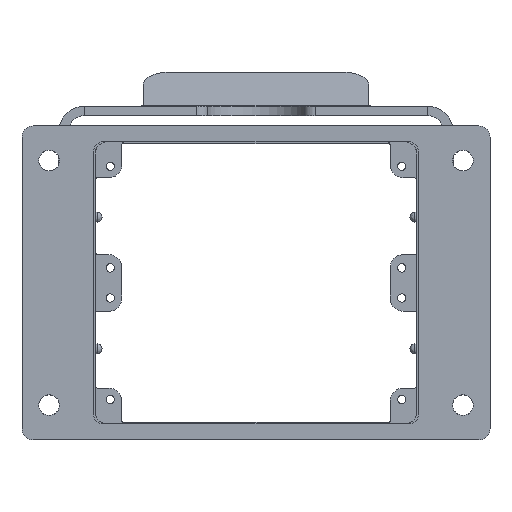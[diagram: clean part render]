
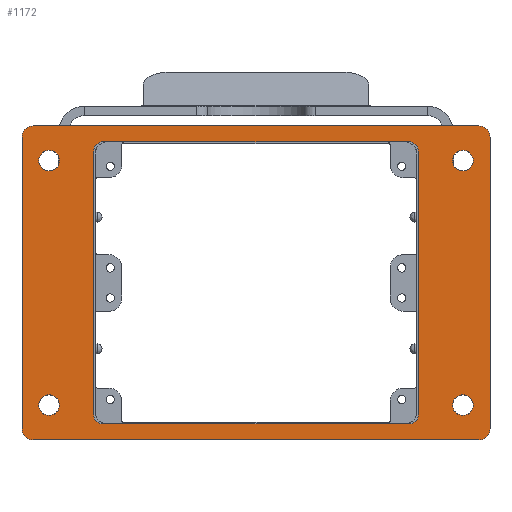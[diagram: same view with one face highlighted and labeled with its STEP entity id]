
A CAD part, front view. The second image highlights one B-rep face of the part: STEP entity #1172.
In plain terms, the highlighted planar face has unit normal (0, -1, 0).
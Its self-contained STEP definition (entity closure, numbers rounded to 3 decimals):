
#1172=ADVANCED_FACE('NONE',(#3526,#3527,#3528,#3529,#3530,#3531),#1493,
 .F.);
#1493=PLANE('',#10007);
#1930=CIRCLE('',#9961,2.5);
#1932=CIRCLE('',#9965,2.5);
#1934=CIRCLE('',#9969,2.5);
#1936=CIRCLE('',#9973,2.5);
#1937=CIRCLE('',#9975,2.75);
#1939=CIRCLE('',#9978,2.75);
#1941=CIRCLE('',#9981,2.75);
#1943=CIRCLE('',#9984,2.75);
#1946=CIRCLE('',#9989,3.);
#1948=CIRCLE('',#9993,3.);
#1950=CIRCLE('',#9997,3.);
#1952=CIRCLE('',#10001,3.);
#1953=CIRCLE('',#10003,2.75);
#1954=CIRCLE('',#10004,2.75);
#1955=CIRCLE('',#10005,2.75);
#1956=CIRCLE('',#10006,2.75);
#2614=LINE('',#15817,#3280);
#2619=LINE('',#15831,#3285);
#2623=LINE('',#15843,#3289);
#2627=LINE('',#15855,#3293);
#2638=LINE('',#15901,#3304);
#2642=LINE('',#15913,#3308);
#2646=LINE('',#15925,#3312);
#2650=LINE('',#15937,#3316);
#3280=VECTOR('',#12127,1.);
#3285=VECTOR('',#12140,1.);
#3289=VECTOR('',#12152,1.);
#3293=VECTOR('',#12164,1.);
#3304=VECTOR('',#12207,1.);
#3308=VECTOR('',#12219,1.);
#3312=VECTOR('',#12231,1.);
#3316=VECTOR('',#12243,1.);
#3526=FACE_BOUND('',#3958,.T.);
#3527=FACE_BOUND('',#3959,.T.);
#3528=FACE_BOUND('',#3960,.T.);
#3529=FACE_BOUND('',#3961,.T.);
#3530=FACE_BOUND('',#3962,.T.);
#3531=FACE_BOUND('',#3963,.T.);
#3958=EDGE_LOOP('',(#6050,#6051,#6052,#6053,#6054,#6055,#6056,#6057));
#3959=EDGE_LOOP('',(#6058,#6059));
#3960=EDGE_LOOP('',(#6060,#6061));
#3961=EDGE_LOOP('',(#6062,#6063,#6064,#6065,#6066,#6067,#6068,#6069));
#3962=EDGE_LOOP('',(#6070,#6071));
#3963=EDGE_LOOP('',(#6072,#6073));
#6050=ORIENTED_EDGE('',*,*,#8812,.F.);
#6051=ORIENTED_EDGE('',*,*,#8791,.F.);
#6052=ORIENTED_EDGE('',*,*,#8795,.F.);
#6053=ORIENTED_EDGE('',*,*,#8798,.F.);
#6054=ORIENTED_EDGE('',*,*,#8801,.F.);
#6055=ORIENTED_EDGE('',*,*,#8804,.F.);
#6056=ORIENTED_EDGE('',*,*,#8807,.F.);
#6057=ORIENTED_EDGE('',*,*,#8810,.F.);
#6058=ORIENTED_EDGE('',*,*,#8853,.F.);
#6059=ORIENTED_EDGE('',*,*,#8818,.F.);
#6060=ORIENTED_EDGE('',*,*,#8854,.F.);
#6061=ORIENTED_EDGE('',*,*,#8826,.F.);
#6062=ORIENTED_EDGE('',*,*,#8852,.T.);
#6063=ORIENTED_EDGE('',*,*,#8849,.T.);
#6064=ORIENTED_EDGE('',*,*,#8846,.T.);
#6065=ORIENTED_EDGE('',*,*,#8843,.T.);
#6066=ORIENTED_EDGE('',*,*,#8840,.T.);
#6067=ORIENTED_EDGE('',*,*,#8837,.T.);
#6068=ORIENTED_EDGE('',*,*,#8834,.T.);
#6069=ORIENTED_EDGE('',*,*,#8831,.T.);
#6070=ORIENTED_EDGE('',*,*,#8855,.F.);
#6071=ORIENTED_EDGE('',*,*,#8822,.F.);
#6072=ORIENTED_EDGE('',*,*,#8856,.F.);
#6073=ORIENTED_EDGE('',*,*,#8814,.F.);
#7554=VERTEX_POINT('',#15816);
#7555=VERTEX_POINT('',#15818);
#7557=VERTEX_POINT('',#15824);
#7559=VERTEX_POINT('',#15830);
#7561=VERTEX_POINT('',#15836);
#7563=VERTEX_POINT('',#15842);
#7565=VERTEX_POINT('',#15848);
#7567=VERTEX_POINT('',#15854);
#7568=VERTEX_POINT('',#15861);
#7570=VERTEX_POINT('',#15864);
#7572=VERTEX_POINT('',#15870);
#7574=VERTEX_POINT('',#15873);
#7576=VERTEX_POINT('',#15879);
#7578=VERTEX_POINT('',#15882);
#7580=VERTEX_POINT('',#15888);
#7582=VERTEX_POINT('',#15891);
#7586=VERTEX_POINT('',#15900);
#7587=VERTEX_POINT('',#15902);
#7589=VERTEX_POINT('',#15908);
#7591=VERTEX_POINT('',#15914);
#7593=VERTEX_POINT('',#15920);
#7595=VERTEX_POINT('',#15926);
#7597=VERTEX_POINT('',#15932);
#7599=VERTEX_POINT('',#15938);
#8791=EDGE_CURVE('NONE',#7554,#7555,#2614,.T.);
#8795=EDGE_CURVE('NONE',#7557,#7554,#1930,.T.);
#8798=EDGE_CURVE('NONE',#7559,#7557,#2619,.T.);
#8801=EDGE_CURVE('NONE',#7561,#7559,#1932,.T.);
#8804=EDGE_CURVE('NONE',#7563,#7561,#2623,.T.);
#8807=EDGE_CURVE('NONE',#7565,#7563,#1934,.T.);
#8810=EDGE_CURVE('NONE',#7567,#7565,#2627,.T.);
#8812=EDGE_CURVE('NONE',#7555,#7567,#1936,.T.);
#8814=EDGE_CURVE('NONE',#7568,#7570,#1937,.T.);
#8818=EDGE_CURVE('NONE',#7572,#7574,#1939,.T.);
#8822=EDGE_CURVE('NONE',#7576,#7578,#1941,.T.);
#8826=EDGE_CURVE('NONE',#7580,#7582,#1943,.T.);
#8831=EDGE_CURVE('NONE',#7587,#7586,#2638,.T.);
#8834=EDGE_CURVE('NONE',#7589,#7587,#1946,.T.);
#8837=EDGE_CURVE('NONE',#7591,#7589,#2642,.T.);
#8840=EDGE_CURVE('NONE',#7593,#7591,#1948,.T.);
#8843=EDGE_CURVE('NONE',#7595,#7593,#2646,.T.);
#8846=EDGE_CURVE('NONE',#7597,#7595,#1950,.T.);
#8849=EDGE_CURVE('NONE',#7599,#7597,#2650,.T.);
#8852=EDGE_CURVE('NONE',#7586,#7599,#1952,.T.);
#8853=EDGE_CURVE('NONE',#7574,#7572,#1953,.T.);
#8854=EDGE_CURVE('NONE',#7582,#7580,#1954,.T.);
#8855=EDGE_CURVE('NONE',#7578,#7576,#1955,.T.);
#8856=EDGE_CURVE('NONE',#7570,#7568,#1956,.T.);
#9961=AXIS2_PLACEMENT_3D('',#15825,#12134,#12135);
#9965=AXIS2_PLACEMENT_3D('',#15837,#12146,#12147);
#9969=AXIS2_PLACEMENT_3D('',#15849,#12158,#12159);
#9973=AXIS2_PLACEMENT_3D('',#15858,#12169,#12170);
#9975=AXIS2_PLACEMENT_3D('',#15863,#12174,#12175);
#9978=AXIS2_PLACEMENT_3D('',#15872,#12182,#12183);
#9981=AXIS2_PLACEMENT_3D('',#15881,#12190,#12191);
#9984=AXIS2_PLACEMENT_3D('',#15890,#12198,#12199);
#9989=AXIS2_PLACEMENT_3D('',#15907,#12213,#12214);
#9993=AXIS2_PLACEMENT_3D('',#15919,#12225,#12226);
#9997=AXIS2_PLACEMENT_3D('',#15931,#12237,#12238);
#10001=AXIS2_PLACEMENT_3D('',#15942,#12249,#12250);
#10003=AXIS2_PLACEMENT_3D('',#15944,#12253,#12254);
#10004=AXIS2_PLACEMENT_3D('',#15945,#12255,#12256);
#10005=AXIS2_PLACEMENT_3D('',#15946,#12257,#12258);
#10006=AXIS2_PLACEMENT_3D('',#15947,#12259,#12260);
#10007=AXIS2_PLACEMENT_3D('',#15948,#12261,#12262);
#12127=DIRECTION('',(0.,0.,-1.));
#12134=DIRECTION('',(0.,-1.,0.));
#12135=DIRECTION('',(-1.,0.,0.));
#12140=DIRECTION('',(-1.,0.,0.));
#12146=DIRECTION('',(0.,-1.,0.));
#12147=DIRECTION('',(1.,0.,0.));
#12152=DIRECTION('',(0.,0.,1.));
#12158=DIRECTION('',(0.,-1.,0.));
#12159=DIRECTION('',(1.,0.,0.));
#12164=DIRECTION('',(1.,0.,0.));
#12169=DIRECTION('',(0.,-1.,0.));
#12170=DIRECTION('',(1.,0.,0.));
#12174=DIRECTION('',(0.,-1.,0.));
#12175=DIRECTION('',(-1.,0.,0.));
#12182=DIRECTION('',(0.,-1.,0.));
#12183=DIRECTION('',(1.,0.,0.));
#12190=DIRECTION('',(0.,-1.,0.));
#12191=DIRECTION('',(-1.,0.,0.));
#12198=DIRECTION('',(0.,-1.,0.));
#12199=DIRECTION('',(1.,0.,0.));
#12207=DIRECTION('',(-1.,0.,0.));
#12213=DIRECTION('',(0.,-1.,0.));
#12214=DIRECTION('',(-1.,0.,0.));
#12219=DIRECTION('',(0.,0.,1.));
#12225=DIRECTION('',(0.,-1.,0.));
#12226=DIRECTION('',(1.,0.,0.));
#12231=DIRECTION('',(1.,0.,0.));
#12237=DIRECTION('',(0.,-1.,0.));
#12238=DIRECTION('',(1.,0.,0.));
#12243=DIRECTION('',(0.,0.,-1.));
#12249=DIRECTION('',(0.,-1.,0.));
#12250=DIRECTION('',(-1.,0.,0.));
#12253=DIRECTION('',(0.,-1.,0.));
#12254=DIRECTION('',(1.,0.,0.));
#12255=DIRECTION('',(0.,-1.,0.));
#12256=DIRECTION('',(1.,0.,0.));
#12257=DIRECTION('',(0.,-1.,0.));
#12258=DIRECTION('',(-1.,0.,0.));
#12259=DIRECTION('',(0.,-1.,0.));
#12260=DIRECTION('',(-1.,0.,0.));
#12261=DIRECTION('',(0.,1.,0.));
#12262=DIRECTION('',(-1.,0.,0.));
#15816=CARTESIAN_POINT('',(-43.2,51.6,35.));
#15817=CARTESIAN_POINT('',(-43.2,51.6,-35.));
#15818=CARTESIAN_POINT('',(-43.2,51.6,-35.));
#15824=CARTESIAN_POINT('',(-40.7,51.6,37.5));
#15825=CARTESIAN_POINT('',(-40.7,51.6,35.));
#15830=CARTESIAN_POINT('',(40.7,51.6,37.5));
#15831=CARTESIAN_POINT('',(40.7,51.6,37.5));
#15836=CARTESIAN_POINT('',(43.2,51.6,35.));
#15837=CARTESIAN_POINT('',(40.7,51.6,35.));
#15842=CARTESIAN_POINT('',(43.2,51.6,-35.));
#15843=CARTESIAN_POINT('',(43.2,51.6,-35.));
#15848=CARTESIAN_POINT('',(40.7,51.6,-37.5));
#15849=CARTESIAN_POINT('',(40.7,51.6,-35.));
#15854=CARTESIAN_POINT('',(-40.7,51.6,-37.5));
#15855=CARTESIAN_POINT('',(40.7,51.6,-37.5));
#15858=CARTESIAN_POINT('',(-40.7,51.6,-35.));
#15861=CARTESIAN_POINT('',(-52.25,51.6,32.5));
#15863=CARTESIAN_POINT('',(-55.,51.6,32.5));
#15864=CARTESIAN_POINT('',(-57.75,51.6,32.5));
#15870=CARTESIAN_POINT('',(-52.25,51.6,-32.5));
#15872=CARTESIAN_POINT('',(-55.,51.6,-32.5));
#15873=CARTESIAN_POINT('',(-57.75,51.6,-32.5));
#15879=CARTESIAN_POINT('',(57.75,51.6,-32.5));
#15881=CARTESIAN_POINT('',(55.,51.6,-32.5));
#15882=CARTESIAN_POINT('',(52.25,51.6,-32.5));
#15888=CARTESIAN_POINT('',(57.75,51.6,32.5));
#15890=CARTESIAN_POINT('',(55.,51.6,32.5));
#15891=CARTESIAN_POINT('',(52.25,51.6,32.5));
#15900=CARTESIAN_POINT('',(-59.2,51.6,41.75));
#15901=CARTESIAN_POINT('',(59.2,51.6,41.75));
#15902=CARTESIAN_POINT('',(59.2,51.6,41.75));
#15907=CARTESIAN_POINT('',(59.2,51.6,38.75));
#15908=CARTESIAN_POINT('',(62.2,51.6,38.75));
#15913=CARTESIAN_POINT('',(62.2,51.6,-38.75));
#15914=CARTESIAN_POINT('',(62.2,51.6,-38.75));
#15919=CARTESIAN_POINT('',(59.2,51.6,-38.75));
#15920=CARTESIAN_POINT('',(59.2,51.6,-41.75));
#15925=CARTESIAN_POINT('',(59.2,51.6,-41.75));
#15926=CARTESIAN_POINT('',(-59.2,51.6,-41.75));
#15931=CARTESIAN_POINT('',(-59.2,51.6,-38.75));
#15932=CARTESIAN_POINT('',(-62.2,51.6,-38.75));
#15937=CARTESIAN_POINT('',(-62.2,51.6,-38.75));
#15938=CARTESIAN_POINT('',(-62.2,51.6,38.75));
#15942=CARTESIAN_POINT('',(-59.2,51.6,38.75));
#15944=CARTESIAN_POINT('',(-55.,51.6,-32.5));
#15945=CARTESIAN_POINT('',(55.,51.6,32.5));
#15946=CARTESIAN_POINT('',(55.,51.6,-32.5));
#15947=CARTESIAN_POINT('',(-55.,51.6,32.5));
#15948=CARTESIAN_POINT('',(-59.2,51.6,38.75));
